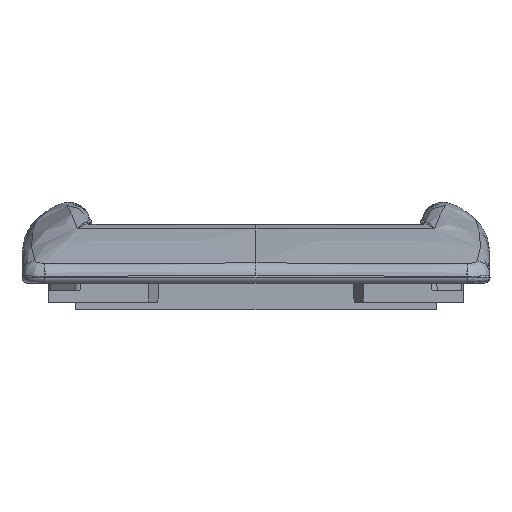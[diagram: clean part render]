
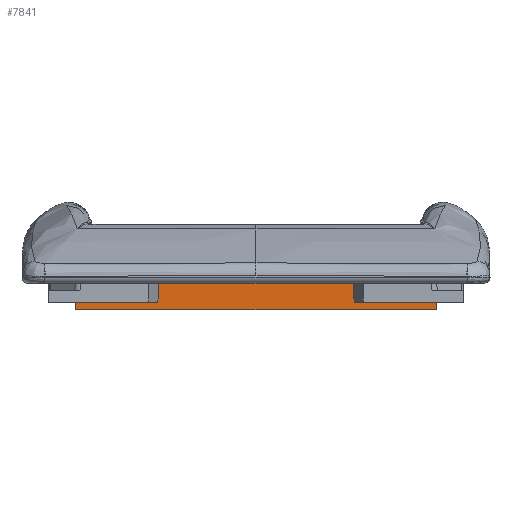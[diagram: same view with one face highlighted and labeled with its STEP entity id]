
A CAD part, front view. The second image highlights one B-rep face of the part: STEP entity #7841.
In plain terms, the highlighted planar face has unit normal (0, -1, -0.009).
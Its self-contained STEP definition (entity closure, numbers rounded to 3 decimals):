
#15 = LINE ( 'NONE', #3433, #20147 ) ;
#1373 = DIRECTION ( 'NONE',  ( 1., 0., 0. ) ) ;
#2614 = EDGE_LOOP ( 'NONE', ( #24167, #16603, #4885, #18546, #10726, #21186, #25070, #9904 ) ) ;
#2948 = VERTEX_POINT ( 'NONE', #7362 ) ;
#3136 = LINE ( 'NONE', #21086, #8341 ) ;
#3433 = CARTESIAN_POINT ( 'NONE',  ( 0., -32.526, -2. ) ) ;
#4260 = EDGE_CURVE ( 'NONE', #17173, #25834, #23490, .T. ) ;
#4437 = DIRECTION ( 'NONE',  ( 1., 0., 0. ) ) ;
#4539 = CARTESIAN_POINT ( 'NONE',  ( -13.671, -32.526, -2. ) ) ;
#4885 = ORIENTED_EDGE ( 'NONE', *, *, #9725, .F. ) ;
#4908 = DIRECTION ( 'NONE',  ( -0.009, 0.009, -1. ) ) ;
#4998 = LINE ( 'NONE', #20257, #10843 ) ;
#6128 = EDGE_CURVE ( 'NONE', #8683, #18852, #6324, .T. ) ;
#6324 = LINE ( 'NONE', #7801, #6614 ) ;
#6384 = VECTOR ( 'NONE', #9942, 1000. ) ;
#6614 = VECTOR ( 'NONE', #7719, 1000. ) ;
#7362 = CARTESIAN_POINT ( 'NONE',  ( 25.15, -32.5, -5. ) ) ;
#7719 = DIRECTION ( 'NONE',  ( 0.006, 0.009, -1. ) ) ;
#7801 = CARTESIAN_POINT ( 'NONE',  ( 13.671, -32.526, -2. ) ) ;
#7841 = ADVANCED_FACE ( 'NONE', ( #25725 ), #18927, .T. ) ;
#8036 = EDGE_CURVE ( 'NONE', #12564, #8683, #15, .T. ) ;
#8341 = VECTOR ( 'NONE', #4437, 1000. ) ;
#8511 = DIRECTION ( 'NONE',  ( -1., 0., 0. ) ) ;
#8683 = VERTEX_POINT ( 'NONE', #20233 ) ;
#9725 = EDGE_CURVE ( 'NONE', #2948, #16721, #4998, .T. ) ;
#9904 = ORIENTED_EDGE ( 'NONE', *, *, #12322, .T. ) ;
#9942 = DIRECTION ( 'NONE',  ( -0.006, 0.009, -1. ) ) ;
#9995 = LINE ( 'NONE', #24616, #6384 ) ;
#10726 = ORIENTED_EDGE ( 'NONE', *, *, #6128, .F. ) ;
#10843 = VECTOR ( 'NONE', #4908, 1000. ) ;
#11362 = EDGE_CURVE ( 'NONE', #17173, #16721, #3136, .T. ) ;
#12322 = EDGE_CURVE ( 'NONE', #21122, #25834, #20581, .T. ) ;
#12564 = VERTEX_POINT ( 'NONE', #4539 ) ;
#14346 = DIRECTION ( 'NONE',  ( -1., 0., 0. ) ) ;
#15170 = CARTESIAN_POINT ( 'NONE',  ( -13.69, -32.5, -5. ) ) ;
#15501 = EDGE_CURVE ( 'NONE', #2948, #18852, #25530, .T. ) ;
#16603 = ORIENTED_EDGE ( 'NONE', *, *, #11362, .T. ) ;
#16721 = VERTEX_POINT ( 'NONE', #23814 ) ;
#16834 = DIRECTION ( 'NONE',  ( 0., 0.009, -1. ) ) ;
#17173 = VERTEX_POINT ( 'NONE', #26013 ) ;
#17310 = VECTOR ( 'NONE', #14346, 1000. ) ;
#18546 = ORIENTED_EDGE ( 'NONE', *, *, #15501, .T. ) ;
#18759 = DIRECTION ( 'NONE',  ( 0., -1., -0.009 ) ) ;
#18829 = CARTESIAN_POINT ( 'NONE',  ( 0., -32.5, -5. ) ) ;
#18852 = VERTEX_POINT ( 'NONE', #27018 ) ;
#18915 = CARTESIAN_POINT ( 'NONE',  ( 0., -32.5, -5. ) ) ;
#18927 = PLANE ( 'NONE',  #22440 ) ;
#19310 = DIRECTION ( 'NONE',  ( -0.009, -0.009, 1. ) ) ;
#19366 = CARTESIAN_POINT ( 'NONE',  ( -25.071, -32.421, -14. ) ) ;
#20147 = VECTOR ( 'NONE', #1373, 1000. ) ;
#20202 = EDGE_CURVE ( 'NONE', #12564, #21122, #9995, .T. ) ;
#20233 = CARTESIAN_POINT ( 'NONE',  ( 13.671, -32.526, -2. ) ) ;
#20257 = CARTESIAN_POINT ( 'NONE',  ( 25.15, -32.5, -5. ) ) ;
#20581 = LINE ( 'NONE', #18829, #17310 ) ;
#21086 = CARTESIAN_POINT ( 'NONE',  ( 0., -32.491, -6.05 ) ) ;
#21122 = VERTEX_POINT ( 'NONE', #15170 ) ;
#21186 = ORIENTED_EDGE ( 'NONE', *, *, #8036, .F. ) ;
#22440 = AXIS2_PLACEMENT_3D ( 'NONE', #25105, #18759, #16834 ) ;
#23490 = LINE ( 'NONE', #19366, #25127 ) ;
#23814 = CARTESIAN_POINT ( 'NONE',  ( 25.141, -32.491, -6.05 ) ) ;
#24167 = ORIENTED_EDGE ( 'NONE', *, *, #4260, .F. ) ;
#24616 = CARTESIAN_POINT ( 'NONE',  ( -13.671, -32.526, -2. ) ) ;
#25070 = ORIENTED_EDGE ( 'NONE', *, *, #20202, .T. ) ;
#25105 = CARTESIAN_POINT ( 'NONE',  ( 0., -32.5, -5. ) ) ;
#25127 = VECTOR ( 'NONE', #19310, 1000. ) ;
#25397 = CARTESIAN_POINT ( 'NONE',  ( -25.15, -32.5, -5. ) ) ;
#25530 = LINE ( 'NONE', #18915, #26829 ) ;
#25725 = FACE_OUTER_BOUND ( 'NONE', #2614, .T. ) ;
#25834 = VERTEX_POINT ( 'NONE', #25397 ) ;
#26013 = CARTESIAN_POINT ( 'NONE',  ( -25.141, -32.491, -6.05 ) ) ;
#26829 = VECTOR ( 'NONE', #8511, 1000. ) ;
#27018 = CARTESIAN_POINT ( 'NONE',  ( 13.69, -32.5, -5. ) ) ;
